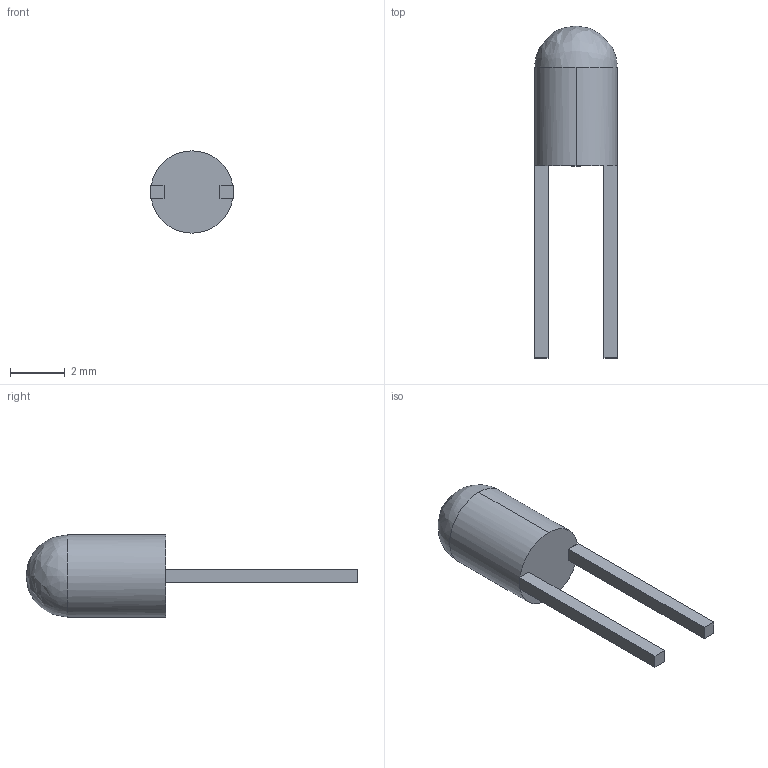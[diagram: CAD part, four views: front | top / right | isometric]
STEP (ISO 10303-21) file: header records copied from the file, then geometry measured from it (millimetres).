
FILE_DESCRIPTION (( 'STEP AP214' ), '1' );
FILE_NAME ('User Library-OVLBR4C7.STEP', '2017-03-23T17:11:49', ( 'Windows User' ), ( '' ), 'SwSTEP 2.0', 'SolidWorks 2017', '' );
FILE_SCHEMA (( 'AUTOMOTIVE_DESIGN' ));
Length unit declared in the file: millimetre
Products named in the file (1): User Library-OVLBR4C7
Bounding box: 3.04 x 12.1 x 3 mm (x, y, z)
Volume: 38.4 mm3; surface area: 99.8 mm2
Topology: 3 solids, 3 shells, 29 faces, 69 edges, 44 vertices
Faces by surface type: plane 26, cylinder 2, bspline 1
Entity records: 1032 total; most frequent: CARTESIAN_POINT 156, DIRECTION 135, ORIENTED_EDGE 134, EDGE_CURVE 67, VECTOR 57, LINE 57, VERTEX_POINT 44, AXIS2_PLACEMENT_3D 39
